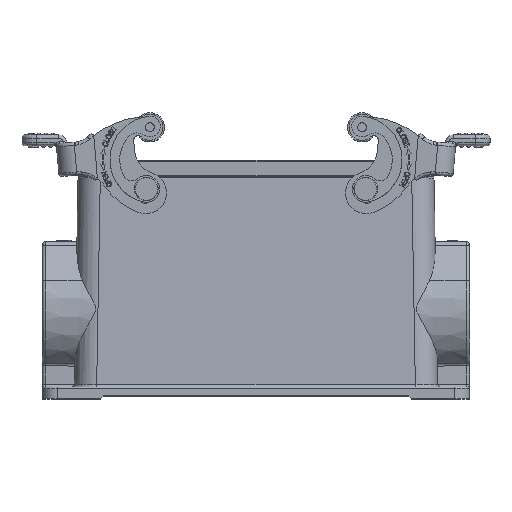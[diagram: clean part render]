
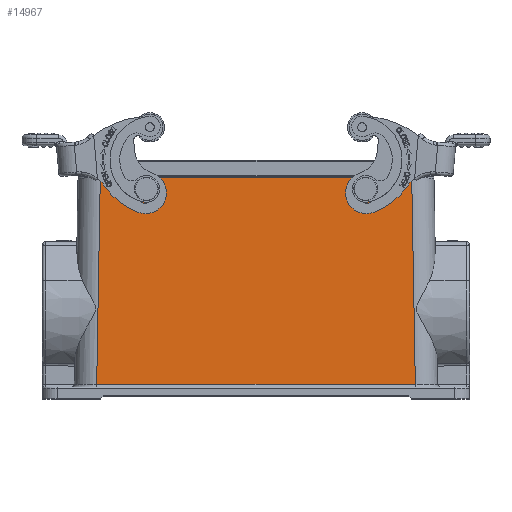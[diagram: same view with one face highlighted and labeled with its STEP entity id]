
A CAD part, top view. The second image highlights one B-rep face of the part: STEP entity #14967.
In plain terms, the highlighted planar face has unit normal (0, 0.018, 1).
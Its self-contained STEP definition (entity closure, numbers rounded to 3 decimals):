
#9209=FACE_BOUND('',#18817,.T.);
#9210=FACE_BOUND('',#18818,.T.);
#9211=FACE_BOUND('',#18819,.T.);
#11263=LINE('',#55767,#13186);
#11318=LINE('',#56363,#13241);
#11535=LINE('',#59206,#13458);
#11536=LINE('',#59208,#13459);
#13186=VECTOR('',#42882,1.);
#13241=VECTOR('',#43241,1.);
#13458=VECTOR('',#44184,1.);
#13459=VECTOR('',#44187,1.);
#14967=ADVANCED_FACE('',(#9209,#9210,#9211),#15806,.T.);
#15806=PLANE('',#37608);
#18817=EDGE_LOOP('',(#26046,#26047,#26048,#26049));
#18818=EDGE_LOOP('',(#26050,#26051,#26052,#26053));
#18819=EDGE_LOOP('',(#26054,#26055,#26056,#26057));
#26046=ORIENTED_EDGE('',*,*,#32759,.T.);
#26047=ORIENTED_EDGE('',*,*,#32758,.T.);
#26048=ORIENTED_EDGE('',*,*,#32761,.T.);
#26049=ORIENTED_EDGE('',*,*,#32760,.T.);
#26050=ORIENTED_EDGE('',*,*,#32941,.T.);
#26051=ORIENTED_EDGE('',*,*,#32940,.T.);
#26052=ORIENTED_EDGE('',*,*,#32943,.T.);
#26053=ORIENTED_EDGE('',*,*,#32942,.T.);
#26054=ORIENTED_EDGE('',*,*,#33147,.T.);
#26055=ORIENTED_EDGE('',*,*,#33699,.F.);
#26056=ORIENTED_EDGE('',*,*,#32963,.T.);
#26057=ORIENTED_EDGE('',*,*,#33698,.F.);
#29158=VERTEX_POINT('',#55244);
#29159=VERTEX_POINT('',#55249);
#29160=VERTEX_POINT('',#55254);
#29161=VERTEX_POINT('',#55266);
#29287=VERTEX_POINT('',#55636);
#29288=VERTEX_POINT('',#55641);
#29289=VERTEX_POINT('',#55646);
#29290=VERTEX_POINT('',#55658);
#29303=VERTEX_POINT('',#55742);
#29305=VERTEX_POINT('',#55766);
#29424=VERTEX_POINT('',#56284);
#29436=VERTEX_POINT('',#56351);
#32758=EDGE_CURVE('',#29160,#29159,#34901,.T.);
#32759=EDGE_CURVE('',#29158,#29160,#34902,.T.);
#32760=EDGE_CURVE('',#29161,#29158,#34903,.T.);
#32761=EDGE_CURVE('',#29159,#29161,#34904,.T.);
#32940=EDGE_CURVE('',#29289,#29288,#34907,.T.);
#32941=EDGE_CURVE('',#29287,#29289,#34908,.T.);
#32942=EDGE_CURVE('',#29290,#29287,#34909,.T.);
#32943=EDGE_CURVE('',#29288,#29290,#34910,.T.);
#32963=EDGE_CURVE('',#29303,#29305,#11263,.T.);
#33147=EDGE_CURVE('',#29436,#29424,#11318,.T.);
#33698=EDGE_CURVE('',#29436,#29305,#11535,.T.);
#33699=EDGE_CURVE('',#29303,#29424,#11536,.T.);
#34901=B_SPLINE_CURVE_WITH_KNOTS('',3,(#55250,#55251,#55252,#55253),
 .UNSPECIFIED.,.F.,.F.,(4,4),(0.,1.),.UNSPECIFIED.);
#34902=B_SPLINE_CURVE_WITH_KNOTS('',3,(#55255,#55256,#55257,#55258),
 .UNSPECIFIED.,.F.,.F.,(4,4),(0.,1.),.UNSPECIFIED.);
#34903=B_SPLINE_CURVE_WITH_KNOTS('',3,(#55260,#55261,#55262,#55263,#55264,
#55265),.UNSPECIFIED.,.F.,.F.,(4,2,4),(0.,0.5,1.),.UNSPECIFIED.);
#34904=B_SPLINE_CURVE_WITH_KNOTS('',3,(#55267,#55268,#55269,#55270,#55271,
#55272),.UNSPECIFIED.,.F.,.F.,(4,2,4),(0.,0.5,1.),.UNSPECIFIED.);
#34907=B_SPLINE_CURVE_WITH_KNOTS('',3,(#55642,#55643,#55644,#55645),
 .UNSPECIFIED.,.F.,.F.,(4,4),(0.,1.),.UNSPECIFIED.);
#34908=B_SPLINE_CURVE_WITH_KNOTS('',3,(#55647,#55648,#55649,#55650),
 .UNSPECIFIED.,.F.,.F.,(4,4),(0.,1.),.UNSPECIFIED.);
#34909=B_SPLINE_CURVE_WITH_KNOTS('',3,(#55652,#55653,#55654,#55655,#55656,
#55657),.UNSPECIFIED.,.F.,.F.,(4,2,4),(0.,0.5,1.),.UNSPECIFIED.);
#34910=B_SPLINE_CURVE_WITH_KNOTS('',3,(#55659,#55660,#55661,#55662,#55663,
#55664),.UNSPECIFIED.,.F.,.F.,(4,2,4),(0.,0.5,1.),.UNSPECIFIED.);
#37608=AXIS2_PLACEMENT_3D('',#59209,#44188,#44189);
#42882=DIRECTION('',(1.,0.,0.));
#43241=DIRECTION('',(-1.,0.,0.));
#44184=DIRECTION('',(0.017,-1.,0.017));
#44187=DIRECTION('',(0.017,1.,-0.017));
#44188=DIRECTION('',(0.,0.017,1.));
#44189=DIRECTION('',(0.,-1.,0.017));
#55244=CARTESIAN_POINT('',(107.689,71.002,-6.43));
#55249=CARTESIAN_POINT('',(112.318,70.597,-6.423));
#55250=CARTESIAN_POINT('',(110.199,73.075,-6.466));
#55251=CARTESIAN_POINT('',(111.414,72.97,-6.465));
#55252=CARTESIAN_POINT('',(112.403,71.818,-6.444));
#55253=CARTESIAN_POINT('',(112.318,70.597,-6.423));
#55254=CARTESIAN_POINT('',(110.199,73.075,-6.466));
#55255=CARTESIAN_POINT('',(107.689,71.002,-6.43));
#55256=CARTESIAN_POINT('',(107.817,72.216,-6.451));
#55257=CARTESIAN_POINT('',(108.985,73.179,-6.468));
#55258=CARTESIAN_POINT('',(110.199,73.075,-6.466));
#55260=CARTESIAN_POINT('',(109.794,68.445,-6.386));
#55261=CARTESIAN_POINT('',(109.173,68.5,-6.387));
#55262=CARTESIAN_POINT('',(108.597,68.807,-6.392));
#55263=CARTESIAN_POINT('',(107.813,69.76,-6.409));
#55264=CARTESIAN_POINT('',(107.624,70.382,-6.419));
#55265=CARTESIAN_POINT('',(107.689,71.002,-6.43));
#55266=CARTESIAN_POINT('',(109.794,68.445,-6.386));
#55267=CARTESIAN_POINT('',(112.318,70.597,-6.423));
#55268=CARTESIAN_POINT('',(112.274,69.975,-6.412));
#55269=CARTESIAN_POINT('',(111.979,69.393,-6.402));
#55270=CARTESIAN_POINT('',(111.038,68.59,-6.388));
#55271=CARTESIAN_POINT('',(110.417,68.389,-6.385));
#55272=CARTESIAN_POINT('',(109.794,68.445,-6.386));
#55636=CARTESIAN_POINT('',(33.682,70.597,-6.423));
#55641=CARTESIAN_POINT('',(38.311,71.002,-6.43));
#55642=CARTESIAN_POINT('',(35.801,73.075,-6.466));
#55643=CARTESIAN_POINT('',(37.014,73.179,-6.468));
#55644=CARTESIAN_POINT('',(38.183,72.217,-6.451));
#55645=CARTESIAN_POINT('',(38.311,71.002,-6.43));
#55646=CARTESIAN_POINT('',(35.801,73.075,-6.466));
#55647=CARTESIAN_POINT('',(33.682,70.597,-6.423));
#55648=CARTESIAN_POINT('',(33.597,71.817,-6.444));
#55649=CARTESIAN_POINT('',(34.585,72.97,-6.465));
#55650=CARTESIAN_POINT('',(35.801,73.075,-6.466));
#55652=CARTESIAN_POINT('',(36.206,68.445,-6.386));
#55653=CARTESIAN_POINT('',(35.584,68.389,-6.385));
#55654=CARTESIAN_POINT('',(34.962,68.59,-6.388));
#55655=CARTESIAN_POINT('',(34.021,69.393,-6.402));
#55656=CARTESIAN_POINT('',(33.726,69.974,-6.412));
#55657=CARTESIAN_POINT('',(33.682,70.597,-6.423));
#55658=CARTESIAN_POINT('',(36.206,68.445,-6.386));
#55659=CARTESIAN_POINT('',(38.311,71.002,-6.43));
#55660=CARTESIAN_POINT('',(38.376,70.383,-6.419));
#55661=CARTESIAN_POINT('',(38.187,69.76,-6.409));
#55662=CARTESIAN_POINT('',(37.403,68.806,-6.392));
#55663=CARTESIAN_POINT('',(36.828,68.5,-6.387));
#55664=CARTESIAN_POINT('',(36.206,68.445,-6.386));
#55742=CARTESIAN_POINT('',(19.277,4.983,-5.278));
#55766=CARTESIAN_POINT('',(126.723,4.983,-5.278));
#55767=CARTESIAN_POINT('',(19.277,4.983,-5.278));
#56284=CARTESIAN_POINT('',(20.49,74.509,-6.491));
#56351=CARTESIAN_POINT('',(125.51,74.509,-6.491));
#56363=CARTESIAN_POINT('',(125.51,74.509,-6.491));
#59206=CARTESIAN_POINT('',(125.51,74.509,-6.491));
#59208=CARTESIAN_POINT('',(19.277,4.983,-5.278));
#59209=CARTESIAN_POINT('',(73.,39.746,-5.885));
